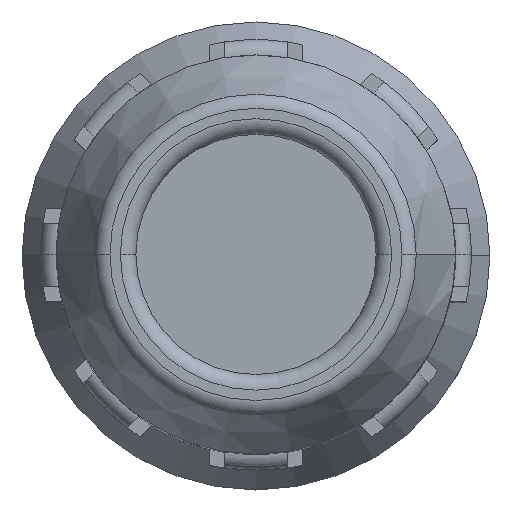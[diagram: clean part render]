
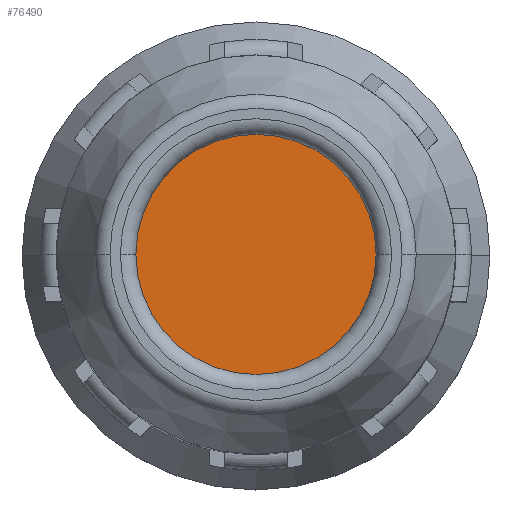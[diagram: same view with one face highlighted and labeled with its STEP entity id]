
A CAD part, top view. The second image highlights one B-rep face of the part: STEP entity #76490.
In plain terms, the highlighted face is planar.
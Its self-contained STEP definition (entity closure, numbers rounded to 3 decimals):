
#76160=CARTESIAN_POINT('',(0.,-3.85,-31.55));
#76170=VERTEX_POINT('',#76160);
#76200=CARTESIAN_POINT('',(0.,0.,-31.55));
#76210=DIRECTION('',(0.,0.,1.));
#76220=DIRECTION('',(0.,-1.,0.));
#76230=AXIS2_PLACEMENT_3D('',#76200,#76210,#76220);
#76240=CIRCLE('',#76230,3.85);
#76250=CARTESIAN_POINT('',(0.,3.85,-31.55));
#76260=VERTEX_POINT('',#76250);
#76270=EDGE_CURVE('',#76260,#76170,#76240,.T.);
#76390=CARTESIAN_POINT('',(1.848,6.997,-31.55));
#76400=DIRECTION('',(0.,0.,1.));
#76410=DIRECTION('',(0.,-1.,0.));
#76420=AXIS2_PLACEMENT_3D('',#76390,#76400,#76410);
#76430=PLANE('',#76420);
#76440=EDGE_CURVE('',#76170,#76260,#76240,.T.);
#76450=ORIENTED_EDGE('',*,*,#76440,.F.);
#76460=ORIENTED_EDGE('',*,*,#76270,.F.);
#76470=EDGE_LOOP('',(#76460,#76450));
#76480=FACE_OUTER_BOUND('',#76470,.T.);
#76490=ADVANCED_FACE('',(#76480),#76430,.F.);
